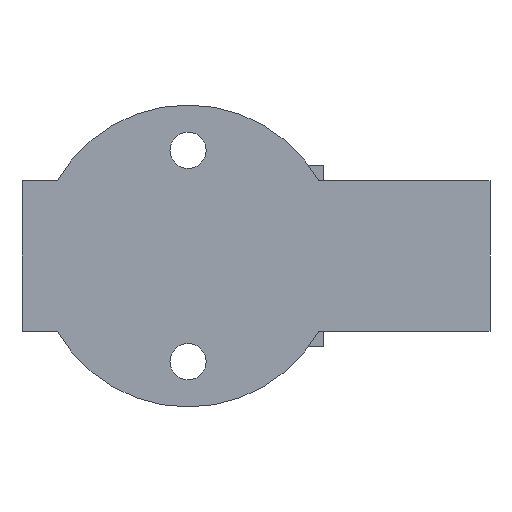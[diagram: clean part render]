
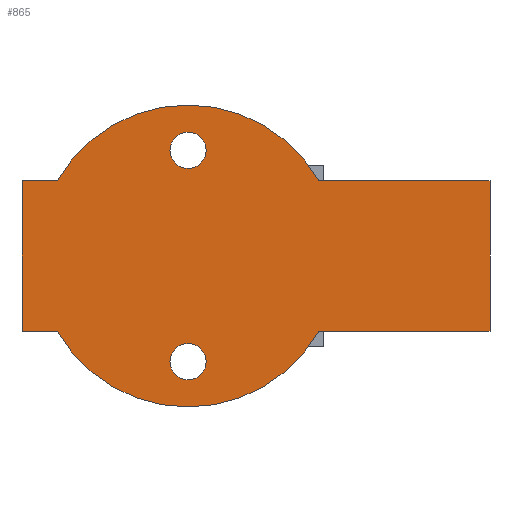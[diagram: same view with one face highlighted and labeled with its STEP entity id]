
A CAD part, front view. The second image highlights one B-rep face of the part: STEP entity #865.
In plain terms, the highlighted planar face has unit normal (0, -1, 0).
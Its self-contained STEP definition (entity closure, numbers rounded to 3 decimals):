
#80 = DIRECTION ( 'NONE',  ( -1., 0., 0. ) ) ;
#153 = CIRCLE ( 'NONE', #450, 50. ) ;
#162 = DIRECTION ( 'NONE',  ( 0., 0., -1. ) ) ;
#163 = AXIS2_PLACEMENT_3D ( 'NONE', #1170, #1824, #1186 ) ;
#192 = CARTESIAN_POINT ( 'NONE',  ( 0., 0., 25. ) ) ;
#229 = VECTOR ( 'NONE', #162, 1000. ) ;
#243 = DIRECTION ( 'NONE',  ( 1., 0., 0. ) ) ;
#279 = CARTESIAN_POINT ( 'NONE',  ( 0., 0., -25. ) ) ;
#342 = LINE ( 'NONE', #192, #1162 ) ;
#383 = AXIS2_PLACEMENT_3D ( 'NONE', #678, #1939, #1441 ) ;
#391 = DIRECTION ( 'NONE',  ( 1., 0., 0. ) ) ;
#392 = VERTEX_POINT ( 'NONE', #1157 ) ;
#429 = FACE_OUTER_BOUND ( 'NONE', #1421, .T. ) ;
#450 = AXIS2_PLACEMENT_3D ( 'NONE', #1818, #1835, #391 ) ;
#456 = LINE ( 'NONE', #1689, #1326 ) ;
#471 = EDGE_LOOP ( 'NONE', ( #1968 ) ) ;
#487 = CIRCLE ( 'NONE', #1634, 6. ) ;
#563 = PLANE ( 'NONE',  #163 ) ;
#569 = EDGE_CURVE ( 'NONE', #1943, #1390, #1708, .T. ) ;
#616 = DIRECTION ( 'NONE',  ( 0., -1., 0. ) ) ;
#621 = VERTEX_POINT ( 'NONE', #796 ) ;
#678 = CARTESIAN_POINT ( 'NONE',  ( -45., 0., -35. ) ) ;
#700 = CARTESIAN_POINT ( 'NONE',  ( 55., 0., -25. ) ) ;
#706 = CARTESIAN_POINT ( 'NONE',  ( -45., 0., 35. ) ) ;
#734 = VERTEX_POINT ( 'NONE', #828 ) ;
#735 = FACE_BOUND ( 'NONE', #471, .T. ) ;
#770 = VERTEX_POINT ( 'NONE', #993 ) ;
#781 = CARTESIAN_POINT ( 'NONE',  ( -100., 0., 25. ) ) ;
#796 = CARTESIAN_POINT ( 'NONE',  ( -39., 0., 35. ) ) ;
#803 = VERTEX_POINT ( 'NONE', #1437 ) ;
#828 = CARTESIAN_POINT ( 'NONE',  ( -88.301, 0., 25. ) ) ;
#854 = FACE_BOUND ( 'NONE', #1592, .T. ) ;
#865 = ADVANCED_FACE ( 'NONE', ( #429, #735, #854 ), #563, .T. ) ;
#924 = ORIENTED_EDGE ( 'NONE', *, *, #1275, .F. ) ;
#959 = DIRECTION ( 'NONE',  ( -1., 0., 0. ) ) ;
#970 = EDGE_CURVE ( 'NONE', #621, #621, #487, .T. ) ;
#978 = DIRECTION ( 'NONE',  ( -1., 0., 0. ) ) ;
#993 = CARTESIAN_POINT ( 'NONE',  ( -1.699, 0., -25. ) ) ;
#999 = CARTESIAN_POINT ( 'NONE',  ( 55., 0., 25. ) ) ;
#1051 = EDGE_CURVE ( 'NONE', #1236, #770, #1073, .T. ) ;
#1062 = LINE ( 'NONE', #279, #1496 ) ;
#1071 = DIRECTION ( 'NONE',  ( -1., 0., 0. ) ) ;
#1073 = CIRCLE ( 'NONE', #1889, 50. ) ;
#1080 = LINE ( 'NONE', #2019, #1894 ) ;
#1094 = ORIENTED_EDGE ( 'NONE', *, *, #1175, .T. ) ;
#1095 = DIRECTION ( 'NONE',  ( 1., 0., 0. ) ) ;
#1157 = CARTESIAN_POINT ( 'NONE',  ( -1.699, 0., 25. ) ) ;
#1162 = VECTOR ( 'NONE', #978, 1000. ) ;
#1170 = CARTESIAN_POINT ( 'NONE',  ( 0., 0., 25. ) ) ;
#1175 = EDGE_CURVE ( 'NONE', #1216, #392, #342, .T. ) ;
#1184 = EDGE_CURVE ( 'NONE', #803, #803, #1268, .T. ) ;
#1186 = DIRECTION ( 'NONE',  ( 1., 0., 0. ) ) ;
#1216 = VERTEX_POINT ( 'NONE', #999 ) ;
#1236 = VERTEX_POINT ( 'NONE', #1518 ) ;
#1268 = CIRCLE ( 'NONE', #383, 6. ) ;
#1275 = EDGE_CURVE ( 'NONE', #1886, #770, #1501, .T. ) ;
#1326 = VECTOR ( 'NONE', #2011, 1000. ) ;
#1333 = DIRECTION ( 'NONE',  ( 0., -1., 0. ) ) ;
#1362 = EDGE_CURVE ( 'NONE', #1236, #1390, #1062, .T. ) ;
#1367 = CARTESIAN_POINT ( 'NONE',  ( 0., 0., -25. ) ) ;
#1386 = CARTESIAN_POINT ( 'NONE',  ( -45., 0., 0. ) ) ;
#1390 = VERTEX_POINT ( 'NONE', #1560 ) ;
#1396 = EDGE_CURVE ( 'NONE', #1216, #1886, #456, .T. ) ;
#1397 = ORIENTED_EDGE ( 'NONE', *, *, #1051, .T. ) ;
#1421 = EDGE_LOOP ( 'NONE', ( #1397, #924, #1472, #1094, #1685, #1707, #1723, #1618 ) ) ;
#1437 = CARTESIAN_POINT ( 'NONE',  ( -39., 0., -35. ) ) ;
#1441 = DIRECTION ( 'NONE',  ( 1., 0., 0. ) ) ;
#1472 = ORIENTED_EDGE ( 'NONE', *, *, #1396, .F. ) ;
#1496 = VECTOR ( 'NONE', #1071, 1000. ) ;
#1501 = LINE ( 'NONE', #1367, #1954 ) ;
#1518 = CARTESIAN_POINT ( 'NONE',  ( -88.301, 0., -25. ) ) ;
#1558 = CARTESIAN_POINT ( 'NONE',  ( -100., 0., 25. ) ) ;
#1560 = CARTESIAN_POINT ( 'NONE',  ( -100., 0., -25. ) ) ;
#1592 = EDGE_LOOP ( 'NONE', ( #1794 ) ) ;
#1618 = ORIENTED_EDGE ( 'NONE', *, *, #1362, .F. ) ;
#1634 = AXIS2_PLACEMENT_3D ( 'NONE', #706, #1333, #243 ) ;
#1685 = ORIENTED_EDGE ( 'NONE', *, *, #1826, .T. ) ;
#1689 = CARTESIAN_POINT ( 'NONE',  ( 55., 0., 25. ) ) ;
#1707 = ORIENTED_EDGE ( 'NONE', *, *, #1992, .T. ) ;
#1708 = LINE ( 'NONE', #781, #229 ) ;
#1723 = ORIENTED_EDGE ( 'NONE', *, *, #569, .T. ) ;
#1794 = ORIENTED_EDGE ( 'NONE', *, *, #1184, .T. ) ;
#1818 = CARTESIAN_POINT ( 'NONE',  ( -45., 0., 0. ) ) ;
#1824 = DIRECTION ( 'NONE',  ( 0., -1., 0. ) ) ;
#1826 = EDGE_CURVE ( 'NONE', #392, #734, #153, .T. ) ;
#1835 = DIRECTION ( 'NONE',  ( 0., -1., 0. ) ) ;
#1886 = VERTEX_POINT ( 'NONE', #700 ) ;
#1889 = AXIS2_PLACEMENT_3D ( 'NONE', #1386, #616, #1095 ) ;
#1894 = VECTOR ( 'NONE', #959, 1000. ) ;
#1939 = DIRECTION ( 'NONE',  ( 0., 1., 0. ) ) ;
#1943 = VERTEX_POINT ( 'NONE', #1558 ) ;
#1954 = VECTOR ( 'NONE', #80, 1000. ) ;
#1968 = ORIENTED_EDGE ( 'NONE', *, *, #970, .F. ) ;
#1992 = EDGE_CURVE ( 'NONE', #734, #1943, #1080, .T. ) ;
#2011 = DIRECTION ( 'NONE',  ( 0., 0., -1. ) ) ;
#2019 = CARTESIAN_POINT ( 'NONE',  ( 0., 0., 25. ) ) ;
